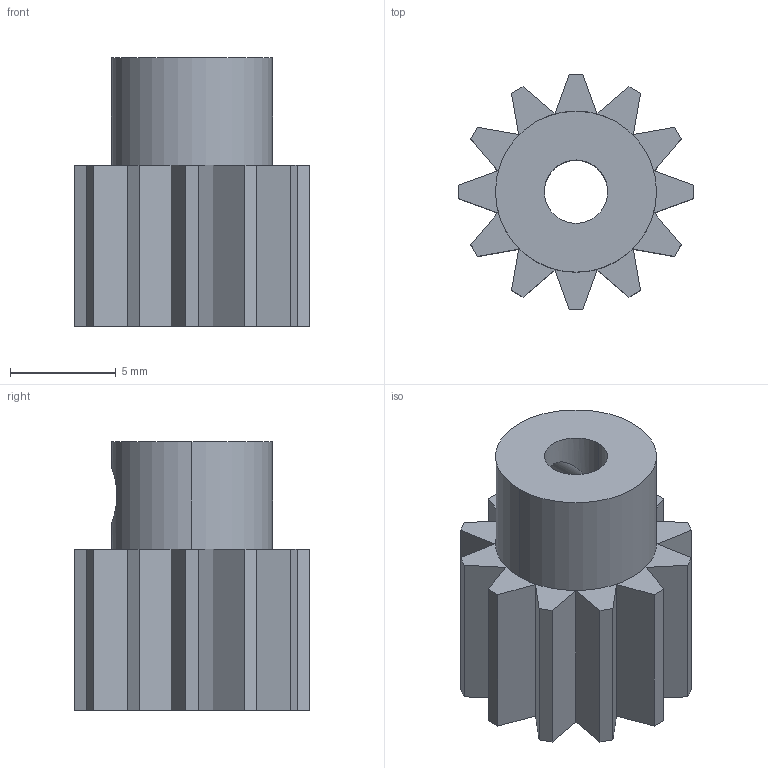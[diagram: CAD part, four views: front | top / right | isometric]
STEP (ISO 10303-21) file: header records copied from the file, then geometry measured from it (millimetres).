
FILE_DESCRIPTION (( 'STEP AP203' ), '1' );
FILE_NAME ('615318.STEP', '2014-08-05T19:37:33', ( 'Kyle' ), ( 'Microsoft' ), 'SwSTEP 2.0', 'SolidWorks 2014', '' );
FILE_SCHEMA (( 'CONFIG_CONTROL_DESIGN' ));
Length unit declared in the file: inch
Products named in the file (1): 615318
Bounding box: 11.13 x 11.13 x 12.7 mm (x, y, z)
Volume: 686.9 mm3; surface area: 802.5 mm2
Topology: 1 solids, 1 shells, 45 faces, 126 edges, 84 vertices
Faces by surface type: plane 39, cylinder 6
Entity records: 1605 total; most frequent: CARTESIAN_POINT 354, ORIENTED_EDGE 252, DIRECTION 222, EDGE_CURVE 126, VECTOR 114, LINE 114, VERTEX_POINT 84, AXIS2_PLACEMENT_3D 54
